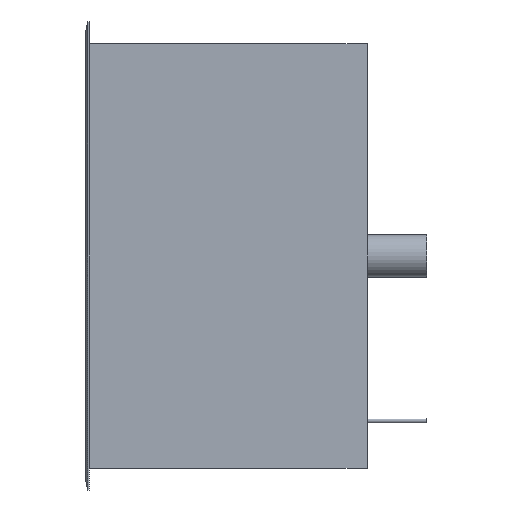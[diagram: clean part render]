
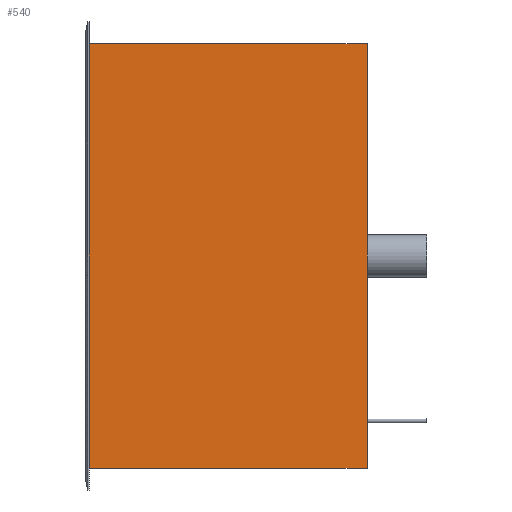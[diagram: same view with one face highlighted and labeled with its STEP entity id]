
A CAD part, left-side view. The second image highlights one B-rep face of the part: STEP entity #540.
In plain terms, the highlighted planar face has unit normal (-1, 0, 0).
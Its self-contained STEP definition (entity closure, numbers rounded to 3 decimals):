
#65=FACE_OUTER_BOUND('',#99,.T.);
#99=EDGE_LOOP('',(#469,#470,#471,#472));
#145=LINE('',#866,#204);
#156=LINE('',#890,#215);
#161=LINE('',#899,#220);
#162=LINE('',#901,#221);
#204=VECTOR('',#708,10.);
#215=VECTOR('',#737,10.);
#220=VECTOR('',#746,10.);
#221=VECTOR('',#749,10.);
#262=VERTEX_POINT('',#863);
#263=VERTEX_POINT('',#865);
#267=VERTEX_POINT('',#888);
#269=VERTEX_POINT('',#897);
#323=EDGE_CURVE('',#262,#263,#145,.T.);
#334=EDGE_CURVE('',#267,#262,#156,.T.);
#339=EDGE_CURVE('',#269,#263,#161,.T.);
#340=EDGE_CURVE('',#267,#269,#162,.T.);
#469=ORIENTED_EDGE('',*,*,#340,.T.);
#470=ORIENTED_EDGE('',*,*,#339,.T.);
#471=ORIENTED_EDGE('',*,*,#323,.F.);
#472=ORIENTED_EDGE('',*,*,#334,.F.);
#509=PLANE('',#603);
#540=ADVANCED_FACE('',(#65),#509,.T.);
#603=AXIS2_PLACEMENT_3D('',#900,#747,#748);
#708=DIRECTION('',(0.,0.,1.));
#737=DIRECTION('',(0.,1.,0.));
#746=DIRECTION('',(0.,1.,0.));
#747=DIRECTION('center_axis',(-1.,0.,0.));
#748=DIRECTION('ref_axis',(0.,0.,1.));
#749=DIRECTION('',(0.,0.,1.));
#863=CARTESIAN_POINT('',(-566.,256.2,-196.));
#865=CARTESIAN_POINT('',(-566.,256.2,196.));
#866=CARTESIAN_POINT('',(-566.,256.2,-196.));
#888=CARTESIAN_POINT('',(-566.,0.,-196.));
#890=CARTESIAN_POINT('',(-566.,0.,-196.));
#897=CARTESIAN_POINT('',(-566.,0.,196.));
#899=CARTESIAN_POINT('',(-566.,0.,196.));
#900=CARTESIAN_POINT('Origin',(-566.,0.,-196.));
#901=CARTESIAN_POINT('',(-566.,0.,-196.));
